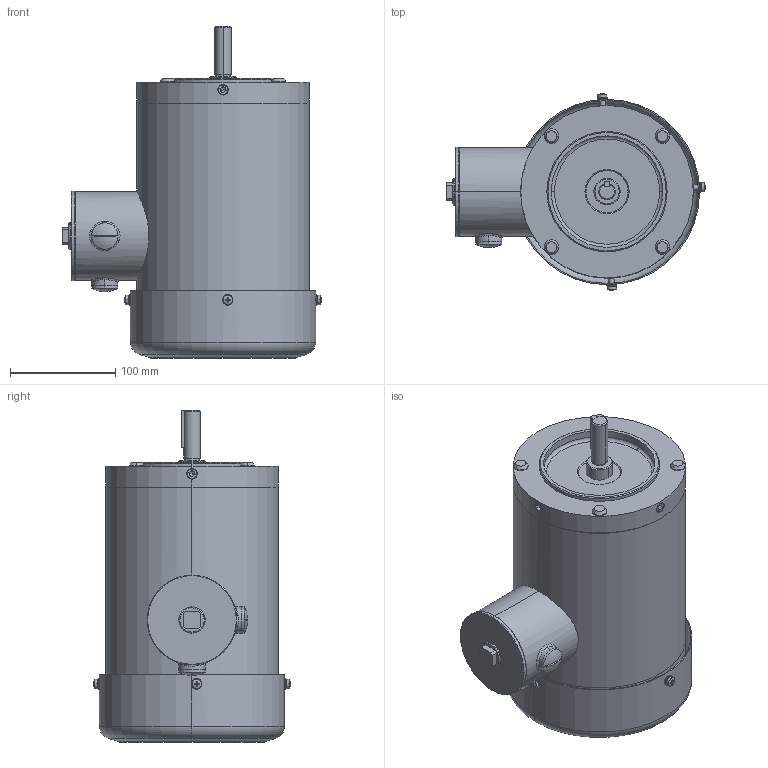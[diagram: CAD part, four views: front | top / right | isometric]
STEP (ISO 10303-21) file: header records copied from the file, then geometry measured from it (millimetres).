
FILE_DESCRIPTION (( 'STEP AP214' ), '1' );
FILE_NAME ('MTSP-P75-3BD18R.STEP', '2022-06-06T17:30:39', ( '' ), ( '' ), 'SwSTEP 2.0', 'SolidWorks 2021', '' );
FILE_SCHEMA (( 'AUTOMOTIVE_DESIGN' ));
Length unit declared in the file: inch
Products named in the file (1): MTSP-P75-3BD18R
Bounding box: 245.86 x 186.87 x 315.6 mm (x, y, z)
Volume: 860918.1 mm3; surface area: 580775 mm2
Topology: 39 solids, 39 shells, 1359 faces, 3818 edges, 2438 vertices
Faces by surface type: cylinder 483, plane 386, torus 248, cone 120, sphere 90, bspline 32
Entity records: 57878 total; most frequent: CARTESIAN_POINT 23818, ORIENTED_EDGE 7258, DIRECTION 6890, EDGE_CURVE 3629, AXIS2_PLACEMENT_3D 2879, VERTEX_POINT 2342, CIRCLE 1551, EDGE_LOOP 1523
